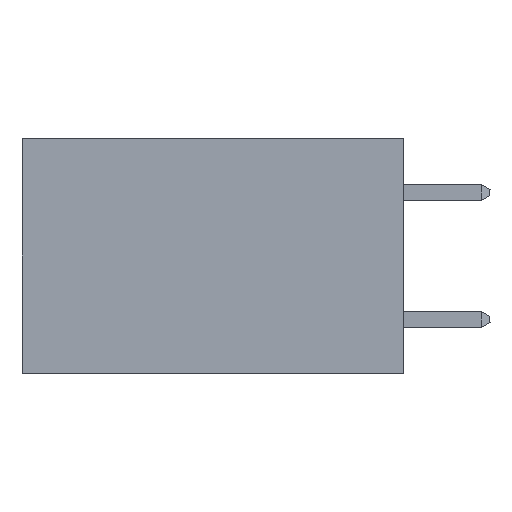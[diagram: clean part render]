
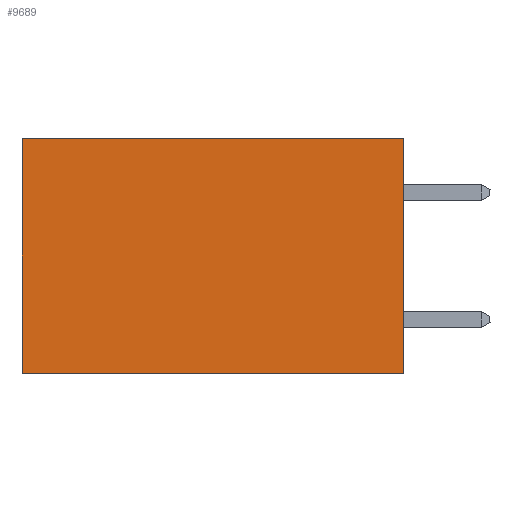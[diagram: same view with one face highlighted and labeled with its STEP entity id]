
A CAD part, left-side view. The second image highlights one B-rep face of the part: STEP entity #9689.
In plain terms, the highlighted planar face has unit normal (-1, 0, 0).
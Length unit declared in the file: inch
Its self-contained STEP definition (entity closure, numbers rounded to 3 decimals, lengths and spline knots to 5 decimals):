
#255 = FACE_OUTER_BOUND ( 'NONE', #12494, .T. ) ;
#524 = ORIENTED_EDGE ( 'NONE', *, *, #6991, .T. ) ;
#1324 = DIRECTION ( 'NONE',  ( 0., 1., 0. ) ) ;
#1502 = VERTEX_POINT ( 'NONE', #9365 ) ;
#3973 = LINE ( 'NONE', #12798, #19640 ) ;
#5272 = LINE ( 'NONE', #19521, #8800 ) ;
#6991 = EDGE_CURVE ( 'NONE', #1502, #16464, #5272, .T. ) ;
#8800 = VECTOR ( 'NONE', #1324, 39.37008 ) ;
#9015 = CARTESIAN_POINT ( 'NONE',  ( 0.2875, 0., -0.37 ) ) ;
#9248 = ORIENTED_EDGE ( 'NONE', *, *, #10170, .T. ) ;
#9365 = CARTESIAN_POINT ( 'NONE',  ( 0.2875, 0., 0. ) ) ;
#9552 = CARTESIAN_POINT ( 'NONE',  ( 0.2875, 0., 0. ) ) ;
#9689 = ADVANCED_FACE ( 'NONE', ( #255 ), #11109, .F. ) ;
#10170 = EDGE_CURVE ( 'NONE', #16464, #17517, #19053, .T. ) ;
#10705 = AXIS2_PLACEMENT_3D ( 'NONE', #9552, #17116, #12626 ) ;
#11109 = PLANE ( 'NONE',  #10705 ) ;
#11117 = VECTOR ( 'NONE', #12399, 39.37008 ) ;
#11350 = DIRECTION ( 'NONE',  ( 0., 1., 0. ) ) ;
#12071 = CARTESIAN_POINT ( 'NONE',  ( 0.2875, 0.6, 0. ) ) ;
#12399 = DIRECTION ( 'NONE',  ( 0., 0., -1. ) ) ;
#12494 = EDGE_LOOP ( 'NONE', ( #9248, #17273, #13709, #524 ) ) ;
#12626 = DIRECTION ( 'NONE',  ( 0., 0., -1. ) ) ;
#12798 = CARTESIAN_POINT ( 'NONE',  ( 0.2875, 0., -0.37 ) ) ;
#13066 = EDGE_CURVE ( 'NONE', #1502, #18345, #19199, .T. ) ;
#13682 = DIRECTION ( 'NONE',  ( 0., 0., -1. ) ) ;
#13709 = ORIENTED_EDGE ( 'NONE', *, *, #13066, .F. ) ;
#13867 = CARTESIAN_POINT ( 'NONE',  ( 0.2875, 0., 0. ) ) ;
#15013 = VECTOR ( 'NONE', #13682, 39.37008 ) ;
#16464 = VERTEX_POINT ( 'NONE', #19391 ) ;
#17116 = DIRECTION ( 'NONE',  ( 1., 0., 0. ) ) ;
#17273 = ORIENTED_EDGE ( 'NONE', *, *, #18690, .F. ) ;
#17517 = VERTEX_POINT ( 'NONE', #17624 ) ;
#17624 = CARTESIAN_POINT ( 'NONE',  ( 0.2875, 0.6, -0.37 ) ) ;
#18345 = VERTEX_POINT ( 'NONE', #9015 ) ;
#18690 = EDGE_CURVE ( 'NONE', #18345, #17517, #3973, .T. ) ;
#19053 = LINE ( 'NONE', #12071, #15013 ) ;
#19199 = LINE ( 'NONE', #13867, #11117 ) ;
#19391 = CARTESIAN_POINT ( 'NONE',  ( 0.2875, 0.6, 0. ) ) ;
#19521 = CARTESIAN_POINT ( 'NONE',  ( 0.2875, 0., 0. ) ) ;
#19640 = VECTOR ( 'NONE', #11350, 39.37008 ) ;
